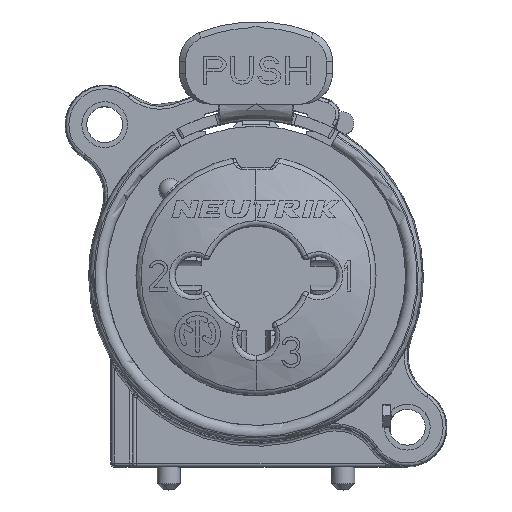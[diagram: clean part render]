
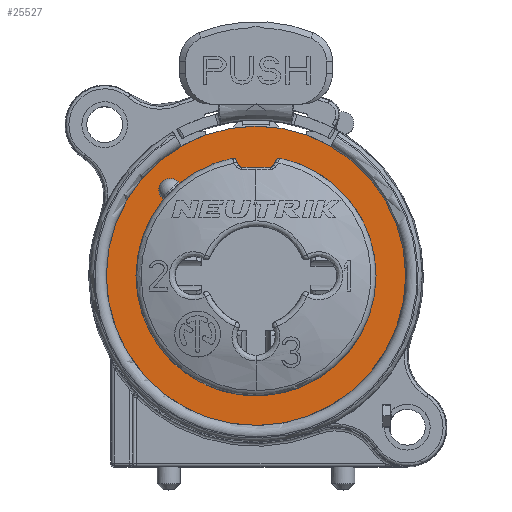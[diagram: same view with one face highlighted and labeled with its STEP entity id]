
A CAD part, top view. The second image highlights one B-rep face of the part: STEP entity #25527.
In plain terms, the highlighted planar face has unit normal (0, 0, 1).
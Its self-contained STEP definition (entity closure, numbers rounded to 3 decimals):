
#4886=CARTESIAN_POINT('',(0.,0.,2.65));
#4887=DIRECTION('',(0.,0.,-1.));
#4888=DIRECTION('',(0.5,0.866,0.));
#4889=AXIS2_PLACEMENT_3D('',#4886,#4887,#4888);
#4891=CARTESIAN_POINT('',(0.,0.,2.65));
#4892=DIRECTION('',(0.,0.,-1.));
#4893=DIRECTION('',(1.,0.,0.));
#4894=AXIS2_PLACEMENT_3D('',#4891,#4892,#4893);
#4896=CARTESIAN_POINT('',(0.,0.,2.65));
#4897=DIRECTION('',(0.,0.,-1.));
#4898=DIRECTION('',(-1.,0.,0.));
#4899=AXIS2_PLACEMENT_3D('',#4896,#4897,#4898);
#4901=CARTESIAN_POINT('',(0.,0.,2.65));
#4902=DIRECTION('',(0.,0.,-1.));
#4903=DIRECTION('',(-0.499,0.866,0.));
#4904=AXIS2_PLACEMENT_3D('',#4901,#4902,#4903);
#4906=DIRECTION('',(-0.5,-0.866,0.));
#4907=VECTOR('',#4906,0.466);
#4908=CARTESIAN_POINT('',(1.341,7.603,2.65));
#4909=LINE('',#4908,#4907);
#4910=CARTESIAN_POINT('',(0.935,7.3,2.65));
#4911=DIRECTION('',(0.,0.,-1.));
#4912=DIRECTION('',(0.866,-0.5,0.));
#4913=AXIS2_PLACEMENT_3D('',#4910,#4911,#4912);
#4915=DIRECTION('',(-1.,0.,0.));
#4916=VECTOR('',#4915,1.869);
#4917=CARTESIAN_POINT('',(0.935,7.1,2.65));
#4918=LINE('',#4917,#4916);
#4919=CARTESIAN_POINT('',(-0.935,7.3,2.65));
#4920=DIRECTION('',(0.,0.,-1.));
#4921=DIRECTION('',(0.,-1.,0.));
#4922=AXIS2_PLACEMENT_3D('',#4919,#4920,#4921);
#4924=DIRECTION('',(-0.5,0.866,0.));
#4925=VECTOR('',#4924,0.466);
#4926=CARTESIAN_POINT('',(-1.108,7.2,2.65));
#4927=LINE('',#4926,#4925);
#4928=CARTESIAN_POINT('',(0.,0.,2.65));
#4929=DIRECTION('',(0.,0.,1.));
#4930=DIRECTION('',(-0.198,0.98,0.));
#4931=AXIS2_PLACEMENT_3D('',#4928,#4929,#4930);
#4933=DIRECTION('',(-0.707,0.707,0.));
#4934=VECTOR('',#4933,0.131);
#4935=CARTESIAN_POINT('',(-4.998,6.059,2.65));
#4936=LINE('',#4935,#4934);
#4937=CARTESIAN_POINT('',(-5.621,5.621,2.65));
#4938=DIRECTION('',(0.,0.,1.));
#4939=DIRECTION('',(0.707,0.707,0.));
#4940=AXIS2_PLACEMENT_3D('',#4937,#4938,#4939);
#4942=DIRECTION('',(0.707,-0.707,0.));
#4943=VECTOR('',#4942,0.131);
#4944=CARTESIAN_POINT('',(-6.152,5.091,2.65));
#4945=LINE('',#4944,#4943);
#4946=CARTESIAN_POINT('',(0.,0.,2.65));
#4947=DIRECTION('',(0.,0.,1.));
#4948=DIRECTION('',(-0.771,0.636,0.));
#4949=AXIS2_PLACEMENT_3D('',#4946,#4947,#4948);
#4951=CARTESIAN_POINT('',(0.,0.,2.65));
#4952=DIRECTION('',(0.,0.,1.));
#4953=DIRECTION('',(-1.,0.,0.));
#4954=AXIS2_PLACEMENT_3D('',#4951,#4952,#4953);
#4956=CARTESIAN_POINT('',(0.,0.,2.65));
#4957=DIRECTION('',(0.,0.,1.));
#4958=DIRECTION('',(0.771,-0.636,0.));
#4959=AXIS2_PLACEMENT_3D('',#4956,#4957,#4958);
#4961=CARTESIAN_POINT('',(0.,0.,2.65));
#4962=DIRECTION('',(0.,0.,1.));
#4963=DIRECTION('',(1.,0.,0.));
#4964=AXIS2_PLACEMENT_3D('',#4961,#4962,#4963);
#4979=CARTESIAN_POINT('',(1.341,7.603,2.65));
#4980=CARTESIAN_POINT('',(1.355,7.629,2.65));
#4981=CARTESIAN_POINT('',(1.392,7.669,2.65));
#4982=CARTESIAN_POINT('',(1.47,7.705,2.65));
#4983=CARTESIAN_POINT('',(1.525,7.705,2.65));
#4984=CARTESIAN_POINT('',(1.553,7.699,2.65));
#5004=CARTESIAN_POINT('',(-1.553,7.699,2.65));
#5005=CARTESIAN_POINT('',(-1.506,7.709,2.65));
#5006=CARTESIAN_POINT('',(-1.428,7.694,2.65));
#5007=CARTESIAN_POINT('',(-1.365,7.645,2.65));
#5008=CARTESIAN_POINT('',(-1.341,7.603,2.65));
#16037=CARTESIAN_POINT('',(4.897,8.484,2.65));
#16038=VERTEX_POINT('',#16037);
#16039=CARTESIAN_POINT('',(-4.892,8.487,2.65));
#16040=VERTEX_POINT('',#16039);
#16159=CARTESIAN_POINT('',(-9.795,0.,2.65));
#16160=VERTEX_POINT('',#16159);
#16161=CARTESIAN_POINT('',(9.795,0.,
2.65));
#16162=VERTEX_POINT('',#16161);
#16171=CARTESIAN_POINT('',(1.341,7.603,2.65));
#16172=CARTESIAN_POINT('',(1.108,7.2,2.65));
#16173=VERTEX_POINT('',#16171);
#16174=VERTEX_POINT('',#16172);
#16175=CARTESIAN_POINT('',(0.935,7.1,2.65));
#16176=VERTEX_POINT('',#16175);
#16177=CARTESIAN_POINT('',(-0.935,7.1,2.65));
#16178=VERTEX_POINT('',#16177);
#16179=CARTESIAN_POINT('',(-1.108,7.2,2.65));
#16180=VERTEX_POINT('',#16179);
#16181=CARTESIAN_POINT('',(-1.341,7.603,
2.65));
#16182=VERTEX_POINT('',#16181);
#16183=VERTEX_POINT('',#5004);
#16184=CARTESIAN_POINT('',(-4.998,6.059,2.65));
#16185=VERTEX_POINT('',#16184);
#16186=CARTESIAN_POINT('',(-5.091,6.152,2.65));
#16187=VERTEX_POINT('',#16186);
#16188=CARTESIAN_POINT('',(-6.152,5.091,2.65));
#16189=VERTEX_POINT('',#16188);
#16190=CARTESIAN_POINT('',(-6.059,4.998,2.65));
#16191=VERTEX_POINT('',#16190);
#16192=CARTESIAN_POINT('',(-7.855,0.,2.65));
#16193=VERTEX_POINT('',#16192);
#16194=CARTESIAN_POINT('',(6.059,-4.998,2.65));
#16195=VERTEX_POINT('',#16194);
#16196=CARTESIAN_POINT('',(7.855,0.,2.65));
#16197=VERTEX_POINT('',#16196);
#16198=CARTESIAN_POINT('',(1.553,7.699,2.65));
#16199=VERTEX_POINT('',#16198);
#25484=CARTESIAN_POINT('',(0.,0.,2.65));
#25485=DIRECTION('',(0.,0.,-1.));
#25486=DIRECTION('',(-1.,0.,0.));
#25487=AXIS2_PLACEMENT_3D('',#25484,#25485,#25486);
#25488=PLANE('',#25487);
#25489=ORIENTED_EDGE('',*,*,#25468,.T.);
#25490=ORIENTED_EDGE('',*,*,#25466,.T.);
#25491=ORIENTED_EDGE('',*,*,#25464,.T.);
#25492=ORIENTED_EDGE('',*,*,#19572,.T.);
#25493=EDGE_LOOP('',(#25489,#25490,#25491,#25492));
#25494=FACE_OUTER_BOUND('',#25493,.F.);
#25496=ORIENTED_EDGE('',*,*,#25495,.T.);
#25498=ORIENTED_EDGE('',*,*,#25497,.T.);
#25500=ORIENTED_EDGE('',*,*,#25499,.T.);
#25502=ORIENTED_EDGE('',*,*,#25501,.T.);
#25504=ORIENTED_EDGE('',*,*,#25503,.T.);
#25506=ORIENTED_EDGE('',*,*,#25505,.F.);
#25508=ORIENTED_EDGE('',*,*,#25507,.T.);
#25510=ORIENTED_EDGE('',*,*,#25509,.T.);
#25512=ORIENTED_EDGE('',*,*,#25511,.T.);
#25514=ORIENTED_EDGE('',*,*,#25513,.T.);
#25516=ORIENTED_EDGE('',*,*,#25515,.T.);
#25518=ORIENTED_EDGE('',*,*,#25517,.T.);
#25520=ORIENTED_EDGE('',*,*,#25519,.T.);
#25522=ORIENTED_EDGE('',*,*,#25521,.T.);
#25524=ORIENTED_EDGE('',*,*,#25523,.F.);
#25525=EDGE_LOOP('',(#25496,#25498,#25500,#25502,#25504,#25506,#25508,#25510,
#25512,#25514,#25516,#25518,#25520,#25522,#25524));
#25526=FACE_BOUND('',#25525,.F.);
#4890=CIRCLE('',#4889,9.795);
#4895=CIRCLE('',#4894,9.795);
#4900=CIRCLE('',#4899,9.795);
#4905=CIRCLE('',#4904,9.796);
#4914=CIRCLE('',#4913,0.2);
#4923=CIRCLE('',#4922,0.2);
#4932=CIRCLE('',#4931,7.855);
#4941=CIRCLE('',#4940,0.75);
#4950=CIRCLE('',#4949,7.855);
#4955=CIRCLE('',#4954,7.855);
#4960=CIRCLE('',#4959,7.855);
#4965=CIRCLE('',#4964,7.855);
#4985=B_SPLINE_CURVE_WITH_KNOTS('',3,(#4979,#4980,#4981,#4982,#4983,#4984),
.UNSPECIFIED.,.F.,.F.,(4,1,1,4),(0.,0.333,0.667,1.),
.UNSPECIFIED.);
#5009=B_SPLINE_CURVE_WITH_KNOTS('',3,(#5004,#5005,#5006,#5007,#5008),
.UNSPECIFIED.,.F.,.F.,(4,1,4),(0.,0.5,1.),.UNSPECIFIED.);
#19572=EDGE_CURVE('',#16040,#16038,#4905,.T.);
#25464=EDGE_CURVE('',#16160,#16040,#4900,.T.);
#25466=EDGE_CURVE('',#16162,#16160,#4895,.T.);
#25468=EDGE_CURVE('',#16038,#16162,#4890,.T.);
#25495=EDGE_CURVE('',#16173,#16174,#4909,.T.);
#25497=EDGE_CURVE('',#16174,#16176,#4914,.T.);
#25499=EDGE_CURVE('',#16176,#16178,#4918,.T.);
#25501=EDGE_CURVE('',#16178,#16180,#4923,.T.);
#25503=EDGE_CURVE('',#16180,#16182,#4927,.T.);
#25505=EDGE_CURVE('',#16183,#16182,#5009,.T.);
#25507=EDGE_CURVE('',#16183,#16185,#4932,.T.);
#25509=EDGE_CURVE('',#16185,#16187,#4936,.T.);
#25511=EDGE_CURVE('',#16187,#16189,#4941,.T.);
#25513=EDGE_CURVE('',#16189,#16191,#4945,.T.);
#25515=EDGE_CURVE('',#16191,#16193,#4950,.T.);
#25517=EDGE_CURVE('',#16193,#16195,#4955,.T.);
#25519=EDGE_CURVE('',#16195,#16197,#4960,.T.);
#25521=EDGE_CURVE('',#16197,#16199,#4965,.T.);
#25523=EDGE_CURVE('',#16173,#16199,#4985,.T.);
#25527=ADVANCED_FACE('',(#25494,#25526),#25488,.F.);
